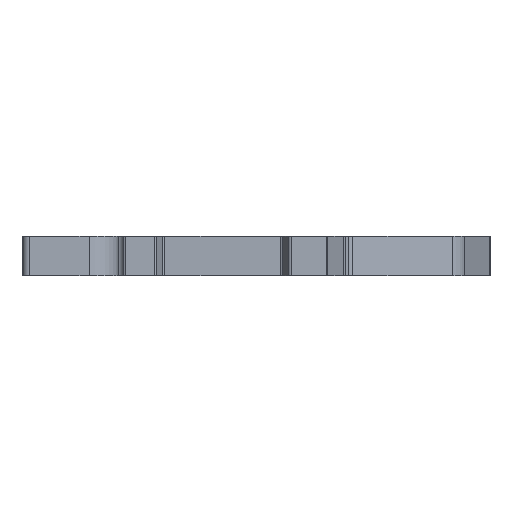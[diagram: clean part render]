
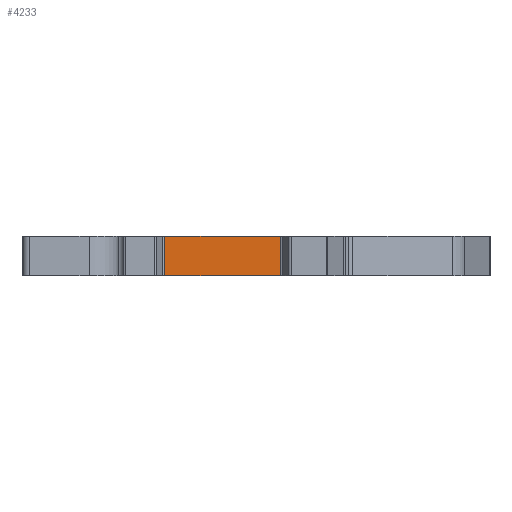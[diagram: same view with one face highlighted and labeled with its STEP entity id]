
A CAD part, front view. The second image highlights one B-rep face of the part: STEP entity #4233.
In plain terms, the highlighted planar face has unit normal (0, -1, 0).
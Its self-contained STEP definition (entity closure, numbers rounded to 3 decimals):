
#379 = CARTESIAN_POINT ( 'NONE',  ( -8.746, 0., 0. ) ) ;
#386 = VECTOR ( 'NONE', #848, 1000. ) ;
#473 = DIRECTION ( 'NONE',  ( -1., 0., 0. ) ) ;
#481 = DIRECTION ( 'NONE',  ( 0., 1., 0. ) ) ;
#502 = EDGE_LOOP ( 'NONE', ( #2862, #2917, #2931, #3009 ) ) ;
#505 = PLANE ( 'NONE',  #4450 ) ;
#529 = VERTEX_POINT ( 'NONE', #4574 ) ;
#601 = DIRECTION ( 'NONE',  ( 1., 0., 0. ) ) ;
#778 = CARTESIAN_POINT ( 'NONE',  ( 8.746, 0., 6. ) ) ;
#819 = CARTESIAN_POINT ( 'NONE',  ( -8.746, 0., 6. ) ) ;
#848 = DIRECTION ( 'NONE',  ( 0., 0., -1. ) ) ;
#2241 = FACE_OUTER_BOUND ( 'NONE', #502, .T. ) ;
#2280 = VERTEX_POINT ( 'NONE', #3327 ) ;
#2304 = EDGE_CURVE ( 'NONE', #2419, #529, #7163, .T. ) ;
#2352 = VECTOR ( 'NONE', #3194, 1000. ) ;
#2419 = VERTEX_POINT ( 'NONE', #7424 ) ;
#2509 = CARTESIAN_POINT ( 'NONE',  ( -8.746, 0., 6. ) ) ;
#2692 = LINE ( 'NONE', #3383, #7333 ) ;
#2862 = ORIENTED_EDGE ( 'NONE', *, *, #5322, .T. ) ;
#2917 = ORIENTED_EDGE ( 'NONE', *, *, #5289, .F. ) ;
#2931 = ORIENTED_EDGE ( 'NONE', *, *, #2304, .F. ) ;
#3009 = ORIENTED_EDGE ( 'NONE', *, *, #4429, .T. ) ;
#3194 = DIRECTION ( 'NONE',  ( 1., 0., 0. ) ) ;
#3327 = CARTESIAN_POINT ( 'NONE',  ( 8.746, 0., 0. ) ) ;
#3383 = CARTESIAN_POINT ( 'NONE',  ( -8.746, 0., 6. ) ) ;
#3559 = VERTEX_POINT ( 'NONE', #7328 ) ;
#3652 = LINE ( 'NONE', #778, #386 ) ;
#3930 = DIRECTION ( 'NONE',  ( 0., 0., -1. ) ) ;
#4233 = ADVANCED_FACE ( 'NONE', ( #2241 ), #505, .F. ) ;
#4429 = EDGE_CURVE ( 'NONE', #2419, #3559, #2692, .T. ) ;
#4450 = AXIS2_PLACEMENT_3D ( 'NONE', #819, #481, #473 ) ;
#4574 = CARTESIAN_POINT ( 'NONE',  ( 8.746, 0., 6. ) ) ;
#4879 = LINE ( 'NONE', #379, #5052 ) ;
#5052 = VECTOR ( 'NONE', #601, 1000. ) ;
#5289 = EDGE_CURVE ( 'NONE', #529, #2280, #3652, .T. ) ;
#5322 = EDGE_CURVE ( 'NONE', #3559, #2280, #4879, .T. ) ;
#7163 = LINE ( 'NONE', #2509, #2352 ) ;
#7328 = CARTESIAN_POINT ( 'NONE',  ( -8.746, 0., 0. ) ) ;
#7333 = VECTOR ( 'NONE', #3930, 1000. ) ;
#7424 = CARTESIAN_POINT ( 'NONE',  ( -8.746, 0., 6. ) ) ;
